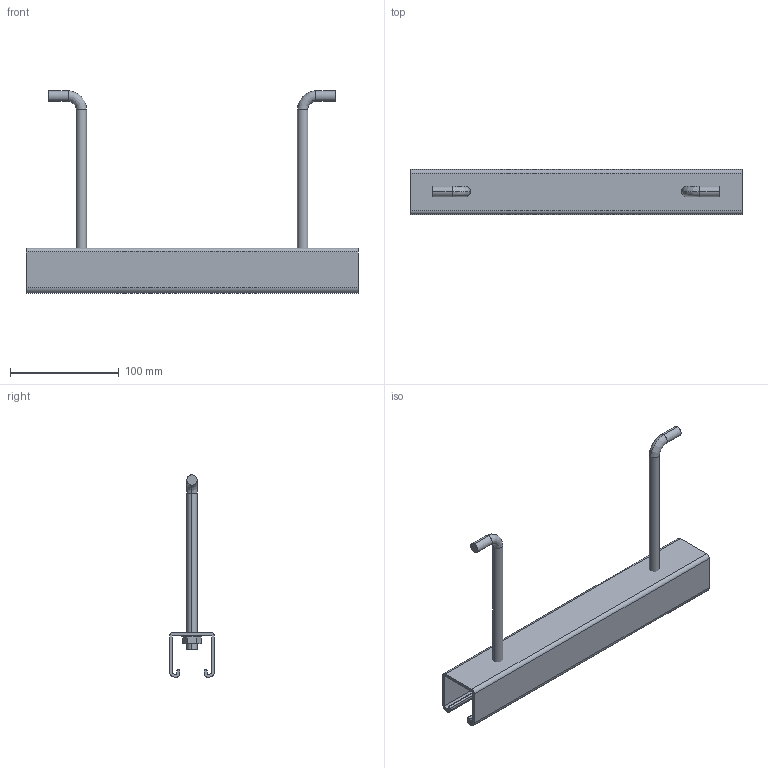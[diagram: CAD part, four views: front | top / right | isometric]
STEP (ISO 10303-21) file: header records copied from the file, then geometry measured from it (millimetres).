
FILE_DESCRIPTION(('TurboCAD Mac Pro'),'Build 980');
FILE_NAME('P3754.stp',' ',(''),(''),'ACIS Interop','IMSI','TurboCAD Mac Pro BY IMSI, INCORPORATED');
FILE_SCHEMA(('automotive_design'));
Length unit declared in the file: inch
Products named in the file (8): 1; 2; 3; 4; 5; 6; 7; 8
Bounding box: 304.8 x 41.27 x 185.77 mm (x, y, z)
Volume: 137648.3 mm3; surface area: 97240 mm2
Topology: 7 solids, 7 shells, 76 faces, 178 edges, 116 vertices
Faces by surface type: plane 40, bspline 28, cylinder 8
Entity records: 4410 total; most frequent: CARTESIAN_POINT 1046, ORIENTED_EDGE 356, STYLED_ITEM 267, PRESENTATION_STYLE_ASSIGNMENT 267, COLOUR_RGB 267, DIRECTION 266, CURVE_STYLE 184, DRAUGHTING_PRE_DEFINED_CURVE_FONT 184
